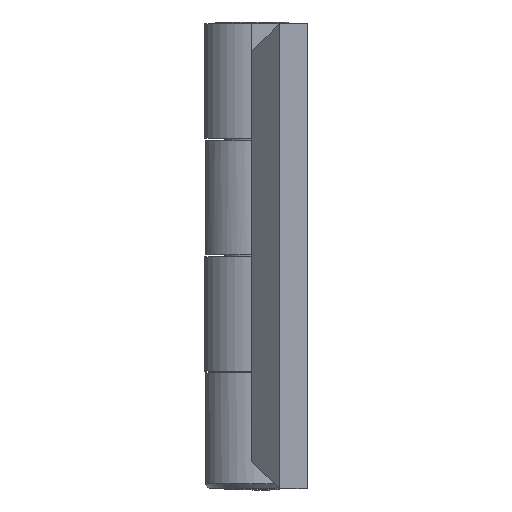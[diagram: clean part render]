
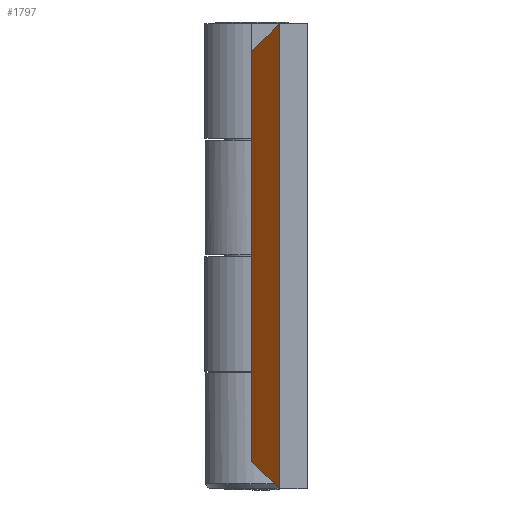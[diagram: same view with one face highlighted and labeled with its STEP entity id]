
A CAD part, left-side view. The second image highlights one B-rep face of the part: STEP entity #1797.
In plain terms, the highlighted planar face has unit normal (-0.707, 0.707, 0).
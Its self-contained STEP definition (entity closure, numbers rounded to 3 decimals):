
#235 = ORIENTED_EDGE ( 'NONE', *, *, #6277, .T. ) ;
#533 = DIRECTION ( 'NONE',  ( 0.577, 0.577, -0.577 ) ) ;
#539 = DIRECTION ( 'NONE',  ( -0.577, -0.577, -0.577 ) ) ;
#897 = ORIENTED_EDGE ( 'NONE', *, *, #3522, .T. ) ;
#1187 = CARTESIAN_POINT ( 'NONE',  ( 15.566, 13.572, 5.453 ) ) ;
#1335 = LINE ( 'NONE', #7707, #4300 ) ;
#1797 = ADVANCED_FACE ( 'NONE', ( #2303 ), #3007, .F. ) ;
#2143 = EDGE_CURVE ( 'NONE', #6219, #7794, #9023, .T. ) ;
#2303 = FACE_OUTER_BOUND ( 'NONE', #6057, .T. ) ;
#2346 = ORIENTED_EDGE ( 'NONE', *, *, #2143, .T. ) ;
#2375 = CARTESIAN_POINT ( 'NONE',  ( 12.566, 10.572, 5.553 ) ) ;
#3007 = PLANE ( 'NONE',  #9041 ) ;
#3522 = EDGE_CURVE ( 'NONE', #7794, #5443, #4067, .T. ) ;
#3788 = CARTESIAN_POINT ( 'NONE',  ( 12.566, 10.572, 5.453 ) ) ;
#4067 = LINE ( 'NONE', #6210, #8955 ) ;
#4078 = VERTEX_POINT ( 'NONE', #6494 ) ;
#4265 = ORIENTED_EDGE ( 'NONE', *, *, #4992, .F. ) ;
#4300 = VECTOR ( 'NONE', #533, 1000. ) ;
#4435 = VECTOR ( 'NONE', #6866, 1000. ) ;
#4992 = EDGE_CURVE ( 'NONE', #4078, #5443, #7339, .T. ) ;
#5443 = VERTEX_POINT ( 'NONE', #2375 ) ;
#5743 = VECTOR ( 'NONE', #6550, 1000. ) ;
#6057 = EDGE_LOOP ( 'NONE', ( #2346, #897, #4265, #235 ) ) ;
#6210 = CARTESIAN_POINT ( 'NONE',  ( 15.566, 13.572, 8.553 ) ) ;
#6219 = VERTEX_POINT ( 'NONE', #8075 ) ;
#6277 = EDGE_CURVE ( 'NONE', #4078, #6219, #1335, .T. ) ;
#6494 = CARTESIAN_POINT ( 'NONE',  ( 12.566, 10.572, 55.553 ) ) ;
#6513 = DIRECTION ( 'NONE',  ( 0.707, 0.707, 0. ) ) ;
#6550 = DIRECTION ( 'NONE',  ( 0., 0., -1. ) ) ;
#6866 = DIRECTION ( 'NONE',  ( 0., 0., -1. ) ) ;
#7224 = DIRECTION ( 'NONE',  ( 0.707, -0.707, 0. ) ) ;
#7339 = LINE ( 'NONE', #3788, #5743 ) ;
#7707 = CARTESIAN_POINT ( 'NONE',  ( 12.566, 10.572, 55.553 ) ) ;
#7794 = VERTEX_POINT ( 'NONE', #9053 ) ;
#7962 = CARTESIAN_POINT ( 'NONE',  ( 15.566, 13.572, 5.453 ) ) ;
#8075 = CARTESIAN_POINT ( 'NONE',  ( 15.566, 13.572, 52.553 ) ) ;
#8955 = VECTOR ( 'NONE', #539, 1000. ) ;
#9023 = LINE ( 'NONE', #1187, #4435 ) ;
#9041 = AXIS2_PLACEMENT_3D ( 'NONE', #7962, #7224, #6513 ) ;
#9053 = CARTESIAN_POINT ( 'NONE',  ( 15.566, 13.572, 8.553 ) ) ;
